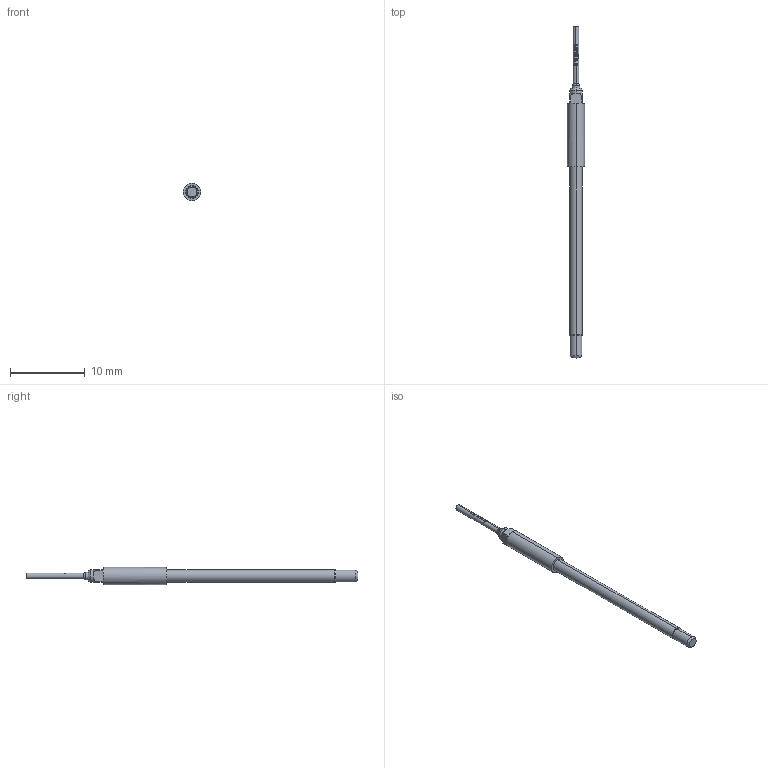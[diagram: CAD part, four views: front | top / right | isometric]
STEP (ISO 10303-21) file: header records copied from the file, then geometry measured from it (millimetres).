
FILE_DESCRIPTION (( 'STEP AP203' ), '1' );
FILE_NAME ('INGUN_GKS-112_302_080_A_xx10_M.STEP', '2022-01-19T13:42:54', ( 'ochi' ), ( '' ), 'SwSTEP 2.0', 'SolidWorks 2018', '' );
FILE_SCHEMA (( 'CONFIG_CONTROL_DESIGN' ));
Length unit declared in the file: millimetre
Products named in the file (1): INGUN_GKS-112_302_080_A_xx10_M
Bounding box: 2.3 x 44.3 x 2.3 mm (x, y, z)
Volume: 98.8 mm3; surface area: 232.6 mm2
Topology: 1 solids, 1 shells, 108 faces, 291 edges, 188 vertices
Faces by surface type: bspline 60, cylinder 22, plane 14, cone 10, torus 2
Entity records: 4524 total; most frequent: CARTESIAN_POINT 2308, ORIENTED_EDGE 582, EDGE_CURVE 291, DIRECTION 217, B_SPLINE_CURVE_WITH_KNOTS 212, VERTEX_POINT 188, EDGE_LOOP 111, ADVANCED_FACE 108
